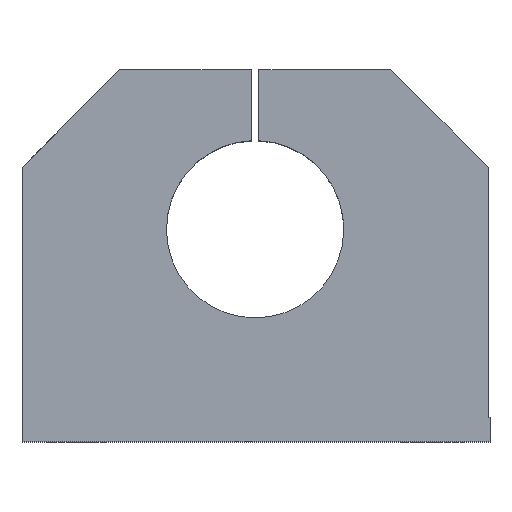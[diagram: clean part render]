
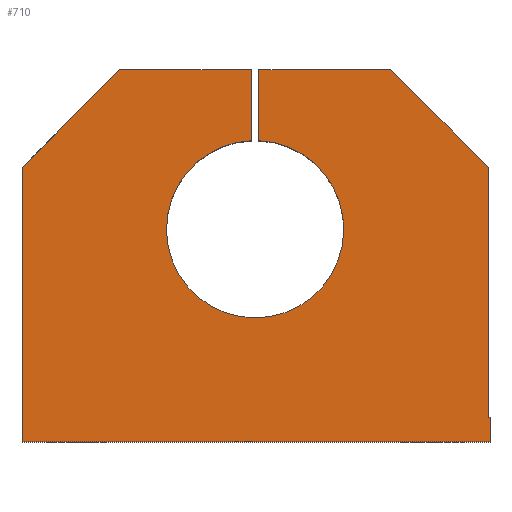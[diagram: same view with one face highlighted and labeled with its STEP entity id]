
A CAD part, top view. The second image highlights one B-rep face of the part: STEP entity #710.
In plain terms, the highlighted planar face has unit normal (0, 0, 1).
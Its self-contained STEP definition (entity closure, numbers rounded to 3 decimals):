
#68=CIRCLE('',#791,25.);
#108=FACE_OUTER_BOUND('',#158,.T.);
#158=EDGE_LOOP('',(#633,#634,#635,#636,#637,#638,#639,#640,#641,#642,#643,
#644));
#160=LINE('',#999,#225);
#165=LINE('',#1008,#230);
#198=LINE('',#1220,#263);
#201=LINE('',#1226,#266);
#205=LINE('',#1234,#270);
#215=LINE('',#1253,#280);
#217=LINE('',#1257,#282);
#218=LINE('',#1260,#283);
#221=LINE('',#1267,#286);
#222=LINE('',#1269,#287);
#223=LINE('',#1271,#288);
#225=VECTOR('',#801,10.);
#230=VECTOR('',#808,10.);
#263=VECTOR('',#941,10.);
#266=VECTOR('',#946,10.);
#270=VECTOR('',#952,10.);
#280=VECTOR('',#968,10.);
#282=VECTOR('',#972,10.);
#283=VECTOR('',#975,10.);
#286=VECTOR('',#984,10.);
#287=VECTOR('',#987,10.);
#288=VECTOR('',#990,10.);
#289=VERTEX_POINT('',#995);
#291=VERTEX_POINT('',#998);
#293=VERTEX_POINT('',#1004);
#338=VERTEX_POINT('',#1217);
#339=VERTEX_POINT('',#1219);
#340=VERTEX_POINT('',#1223);
#341=VERTEX_POINT('',#1225);
#344=VERTEX_POINT('',#1233);
#350=VERTEX_POINT('',#1251);
#351=VERTEX_POINT('',#1255);
#352=VERTEX_POINT('',#1259);
#353=VERTEX_POINT('',#1263);
#355=EDGE_CURVE('',#289,#291,#160,.T.);
#360=EDGE_CURVE('',#291,#293,#165,.T.);
#423=EDGE_CURVE('',#338,#339,#198,.T.);
#426=EDGE_CURVE('',#340,#341,#201,.T.);
#430=EDGE_CURVE('',#339,#344,#205,.T.);
#441=EDGE_CURVE('',#350,#340,#215,.T.);
#443=EDGE_CURVE('',#351,#350,#217,.T.);
#444=EDGE_CURVE('',#341,#352,#218,.T.);
#446=EDGE_CURVE('',#352,#353,#68,.T.);
#448=EDGE_CURVE('',#353,#338,#221,.T.);
#449=EDGE_CURVE('',#344,#289,#222,.T.);
#450=EDGE_CURVE('',#293,#351,#223,.T.);
#633=ORIENTED_EDGE('',*,*,#430,.F.);
#634=ORIENTED_EDGE('',*,*,#423,.F.);
#635=ORIENTED_EDGE('',*,*,#448,.F.);
#636=ORIENTED_EDGE('',*,*,#446,.F.);
#637=ORIENTED_EDGE('',*,*,#444,.F.);
#638=ORIENTED_EDGE('',*,*,#426,.F.);
#639=ORIENTED_EDGE('',*,*,#441,.F.);
#640=ORIENTED_EDGE('',*,*,#443,.F.);
#641=ORIENTED_EDGE('',*,*,#450,.F.);
#642=ORIENTED_EDGE('',*,*,#360,.F.);
#643=ORIENTED_EDGE('',*,*,#355,.F.);
#644=ORIENTED_EDGE('',*,*,#449,.F.);
#671=PLANE('',#795);
#710=ADVANCED_FACE('',(#108),#671,.T.);
#791=AXIS2_PLACEMENT_3D('',#1264,#979,#980);
#795=AXIS2_PLACEMENT_3D('',#1272,#991,#992);
#801=DIRECTION('',(1.,0.,0.));
#808=DIRECTION('',(0.,-1.,0.));
#941=DIRECTION('',(1.,0.,0.));
#946=DIRECTION('',(1.,0.,0.));
#952=DIRECTION('',(0.707,-0.707,0.));
#968=DIRECTION('',(0.707,0.707,0.));
#972=DIRECTION('',(0.,1.,0.));
#975=DIRECTION('',(0.,-1.,0.));
#979=DIRECTION('center_axis',(0.,0.,1.));
#980=DIRECTION('ref_axis',(0.043,-0.999,0.));
#984=DIRECTION('',(0.,1.,0.));
#987=DIRECTION('',(0.,-1.,0.));
#990=DIRECTION('',(-1.,0.,0.));
#991=DIRECTION('center_axis',(0.,0.,1.));
#992=DIRECTION('ref_axis',(1.,0.,0.));
#995=CARTESIAN_POINT('',(65.75,-45.5,29.));
#998=CARTESIAN_POINT('',(66.25,-45.5,29.));
#999=CARTESIAN_POINT('',(65.75,-45.5,29.));
#1004=CARTESIAN_POINT('',(66.25,-52.5,29.));
#1008=CARTESIAN_POINT('',(66.25,-45.5,29.));
#1217=CARTESIAN_POINT('',(1.075,52.5,29.));
#1219=CARTESIAN_POINT('',(38.25,52.5,29.));
#1220=CARTESIAN_POINT('',(65.75,52.5,29.));
#1223=CARTESIAN_POINT('',(-38.25,52.5,29.));
#1225=CARTESIAN_POINT('',(-1.075,52.5,29.));
#1226=CARTESIAN_POINT('',(-1.075,52.5,29.));
#1233=CARTESIAN_POINT('',(65.75,25.,29.));
#1234=CARTESIAN_POINT('',(47.54,43.21,29.));
#1251=CARTESIAN_POINT('',(-65.75,25.,29.));
#1253=CARTESIAN_POINT('',(-47.54,43.21,29.));
#1255=CARTESIAN_POINT('',(-65.75,-52.5,29.));
#1257=CARTESIAN_POINT('',(-65.75,52.5,29.));
#1259=CARTESIAN_POINT('',(-1.075,32.477,29.));
#1260=CARTESIAN_POINT('',(-1.075,32.477,29.));
#1263=CARTESIAN_POINT('',(1.075,32.477,29.));
#1264=CARTESIAN_POINT('Origin',(0.,7.5,29.));
#1267=CARTESIAN_POINT('',(1.075,52.5,29.));
#1269=CARTESIAN_POINT('',(65.75,-52.5,29.));
#1271=CARTESIAN_POINT('',(-65.75,-52.5,29.));
#1272=CARTESIAN_POINT('Origin',(0.,4.588,
29.));
